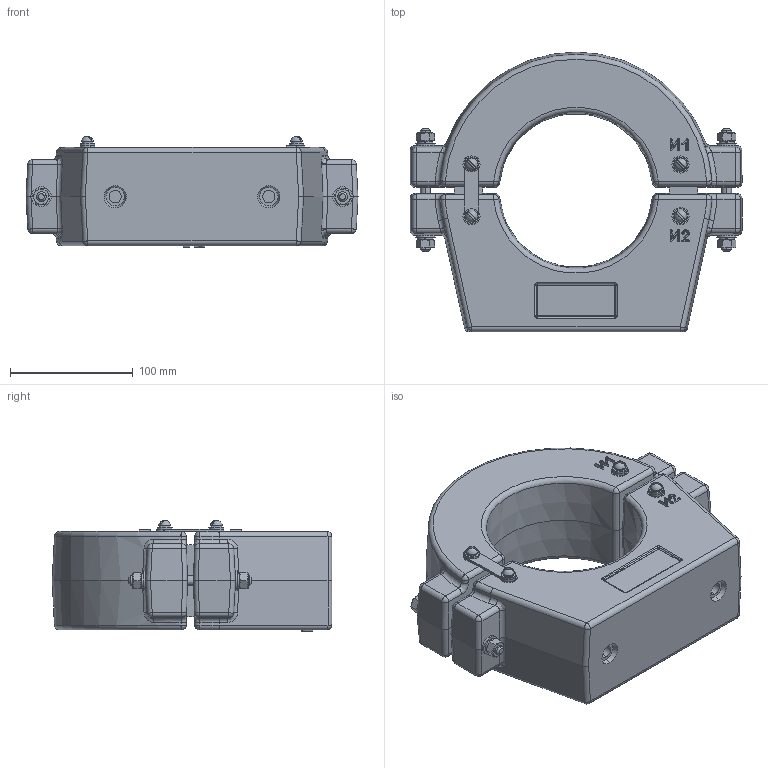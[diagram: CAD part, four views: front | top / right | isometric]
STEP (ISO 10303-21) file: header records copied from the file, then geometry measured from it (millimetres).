
FILE_DESCRIPTION (( 'STEP AP203' ), '1' );
FILE_NAME ('ÒÇÐË-125ç.STEP', '2013-03-22T08:07:50', ( '' ), ( '' ), 'SwSTEP 2.0', 'SolidWorks 2010', '' );
FILE_SCHEMA (( 'CONFIG_CONTROL_DESIGN' ));
Length unit declared in the file: millimetre
Products named in the file (1): ÒÇÐË-125ç
Bounding box: 270 x 227.5 x 90.62 mm (x, y, z)
Volume: 2582607.4 mm3; surface area: 198702.6 mm2
Topology: 39 solids, 39 shells, 651 faces, 1448 edges, 878 vertices
Faces by surface type: plane 224, cylinder 207, cone 92, sphere 52, torus 38, bspline 38
Entity records: 20054 total; most frequent: CARTESIAN_POINT 5722, DIRECTION 3117, ORIENTED_EDGE 2888, EDGE_CURVE 1444, AXIS2_PLACEMENT_3D 1281, VERTEX_POINT 878, EDGE_LOOP 704, CIRCLE 667
